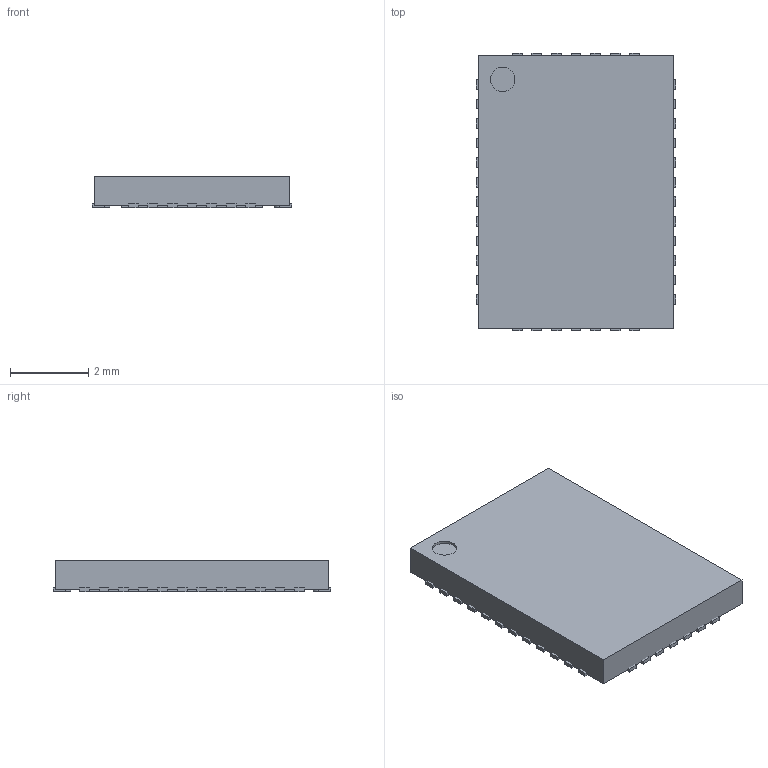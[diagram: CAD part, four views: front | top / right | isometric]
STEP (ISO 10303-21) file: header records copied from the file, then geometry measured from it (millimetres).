
FILE_DESCRIPTION(('FreeCAD Model'),'2;1');
FILE_NAME('14657423.5.1.stp','2023-02-19T11:23:51',( 'Author'),(''),'Open CASCADE STEP processor 6.9','FreeCAD','Unknown' );
FILE_SCHEMA(('AUTOMOTIVE_DESIGN { 1 0 10303 214 1 1 1 1 }'));
Length unit declared in the file: millimetre
Products named in the file (5): ASSEMBLY; Body; ThermalPin; PinsArrayLR; PinsArrayTB
Assembly tree (4 placements, depth 2):
  ASSEMBLY
    Body
    ThermalPin
    PinsArrayLR
    PinsArrayTB
Bounding box: 5.1 x 7.1 x 0.8 mm (x, y, z)
Volume: 28.6 mm3; surface area: 143.3 mm2
Topology: 40 solids, 40 shells, 242 faces, 483 edges, 322 vertices
Faces by surface type: plane 203, cylinder 39
Full cylindrical faces by diameter (mm): 0.625 x1
Entity records: 12968 total; most frequent: CARTESIAN_POINT 2246, DIRECTION 1983, LINE 1293, VECTOR 1293, ORIENTED_EDGE 966, PCURVE 966, DEFINITIONAL_REPRESENTATION 966, EDGE_CURVE 483
